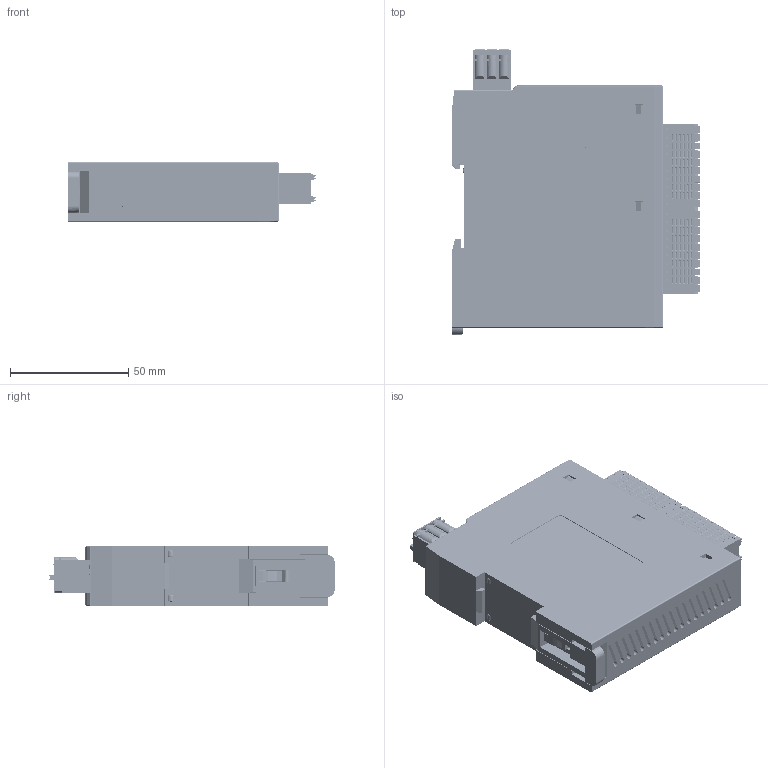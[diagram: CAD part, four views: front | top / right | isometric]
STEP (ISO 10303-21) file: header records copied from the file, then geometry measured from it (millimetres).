
FILE_DESCRIPTION(/* description */ (''),/* implementation_level */ '2;1');
FILE_NAME(/* name */ 'WG.stp',/* time_stamp */ '2024-04-16T09:51:56+08:00',/* author */ (''),/* organization */ (''),/* preprocessor_version */ 'ST-DEVELOPER v14',/* originating_system */ 'SIEMENS PLM Software NX 8.0',/* authorisation */ '');
FILE_SCHEMA (('AUTOMOTIVE_DESIGN { 1 0 10303 214 3 1 1 1 }'));
Products named in the file (1): Admi3138ADEE0hq9
Bounding box: 105.21 x 120.72 x 25.4 mm (x, y, z)
Volume: 235315.6 mm3; surface area: 54034.2 mm2
Topology: 1 solids, 82 shells, 8508 faces, 22816 edges, 14835 vertices
Faces by surface type: plane 5637, cylinder 1899, bspline 331, torus 317, cone 198, extrusion 82, sphere 44
Full cylindrical faces by diameter (mm): 0.18 x2, 1.493 x4, 2.5 x3, 3.05 x40, 3.3 x3, 4 x3
Entity records: 283486 total; most frequent: CARTESIAN_POINT 71983, ORIENTED_EDGE 44912, DIRECTION 42188, EDGE_CURVE 22456, VECTOR 16176, LINE 16094, VERTEX_POINT 14751, AXIS2_PLACEMENT_3D 13006
